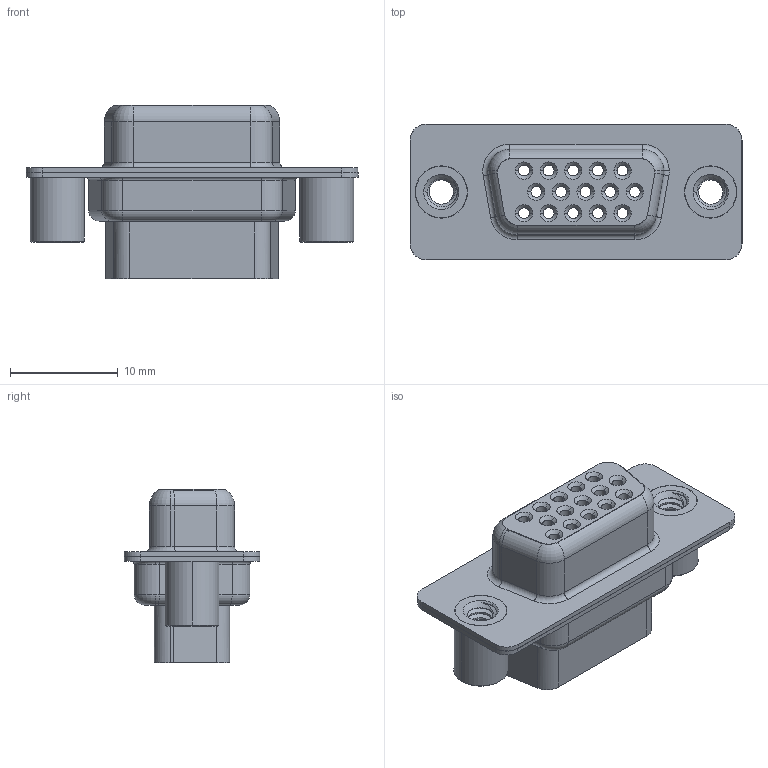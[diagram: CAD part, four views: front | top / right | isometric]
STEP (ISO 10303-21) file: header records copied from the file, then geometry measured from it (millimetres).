
FILE_DESCRIPTION (( 'STEP AP203' ), '1' );
FILE_NAME ('638-015-010-049.STEP', '2020-07-18T16:31:41', ( '' ), ( '' ), 'SwSTEP 2.0', 'SolidWorks 2020', '' );
FILE_SCHEMA (( 'CONFIG_CONTROL_DESIGN' ));
Length unit declared in the file: millimetre
Products named in the file (5): 638 Shell Front_15 Contacts; 638-015-010-049; 638 4-40 Threaded Standoff BS; 638 Housing_15 Contacts HP; 638 Shell Rear_15 Contacts
Assembly tree (5 placements, depth 2):
  638-015-010-049
    638 Housing_15 Contacts HP
    638 Shell Front_15 Contacts
    638 Shell Rear_15 Contacts
    638 4-40 Threaded Standoff BS  x2
Bounding box: 30.81 x 12.6 x 16.1 mm (x, y, z)
Volume: 1806.5 mm3; surface area: 4739.2 mm2
Topology: 5 solids, 5 shells, 496 faces, 1169 edges, 739 vertices
Faces by surface type: cylinder 277, plane 112, torus 57, cone 44, bspline 6
Entity records: 15324 total; most frequent: CARTESIAN_POINT 4092, DIRECTION 2423, ORIENTED_EDGE 2112, EDGE_CURVE 1056, AXIS2_PLACEMENT_3D 1007, VERTEX_POINT 666, EDGE_LOOP 550, CIRCLE 550
